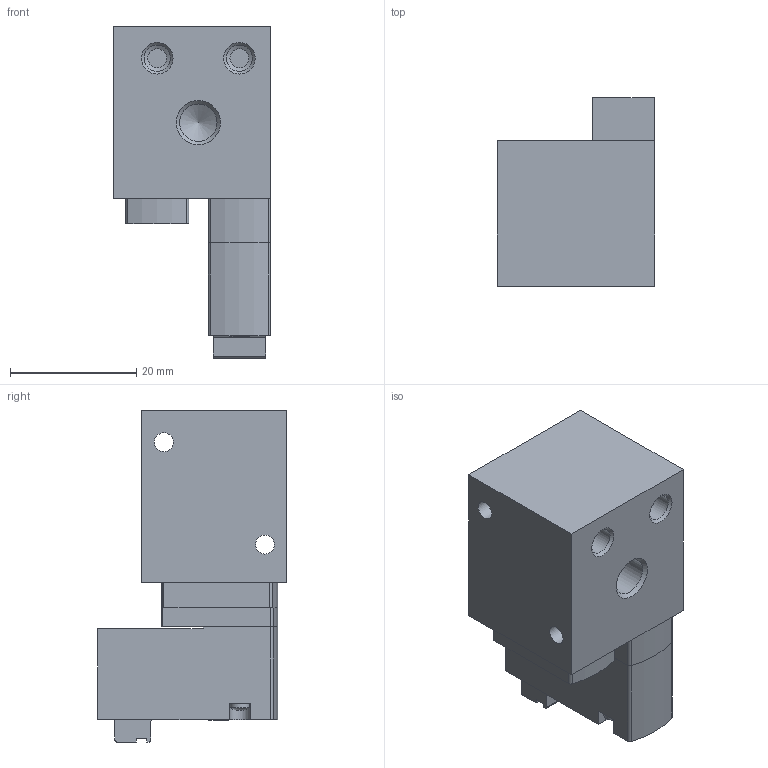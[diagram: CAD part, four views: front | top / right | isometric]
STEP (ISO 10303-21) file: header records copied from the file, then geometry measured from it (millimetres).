
FILE_DESCRIPTION(/* description */ ('STEP AP214'),/* implementation_level */ '2;1');
FILE_NAME(/* name */ '560701_VOVG-L12-M52Q-AH-M5-1H2',/* time_stamp */ '2024-09-17T01:41:48+02:00',/* author */ ('License CC BY-ND 4.0'),/* organization */ ('CADENAS'),/* preprocessor_version */ 'ST-DEVELOPER v19.3',/* originating_system */ 'PARTsolutions',/* authorisation */ ' ');
FILE_SCHEMA (('AUTOMOTIVE_DESIGN {1 0 10303 214 3 1 1}'));
Length unit declared in the file: millimetre
Products named in the file (6): 560701 VOVG-L12-M52Q-AH-M5-1H2; 549438 VOVG-L12-M52Q---(G); 652115 M16X8; 645503 M1.6X5; 197005 MHA1-M1H-3/2G-0,6-TC_p; 703106 M1.6X22
Assembly tree (7 placements, depth 2):
  560701 VOVG-L12-M52Q-AH-M5-1H2
    549438 VOVG-L12-M52Q---(G)
    652115 M16X8
    645503 M1.6X5  x2
    197005 MHA1-M1H-3/2G-0,6-TC_p
    703106 M1.6X22  x2
Bounding box: 25 x 29.9 x 52.55 mm (x, y, z)
Volume: 20305.9 mm3; surface area: 8317.3 mm2
Topology: 7 solids, 7 shells, 255 faces, 580 edges, 362 vertices
Faces by surface type: plane 153, cylinder 58, cone 33, torus 6, sphere 5
Full cylindrical faces by diameter (mm): 0.8 x1, 1.221 x5, 1.3 x1, 1.6 x5, 1.65 x2, 1.8 x3, 2.9 x1, 3 x10, 3.1 x1, 3.3 x2, 4.134 x4, 5.917 x1
Entity records: 6236 total; most frequent: DIRECTION 1008, CARTESIAN_POINT 982, ORIENTED_EDGE 826, EDGE_CURVE 413, AXIS2_PLACEMENT_3D 385, FACE_BOUND 320, EDGE_LOOP 314, VERTEX_POINT 303
